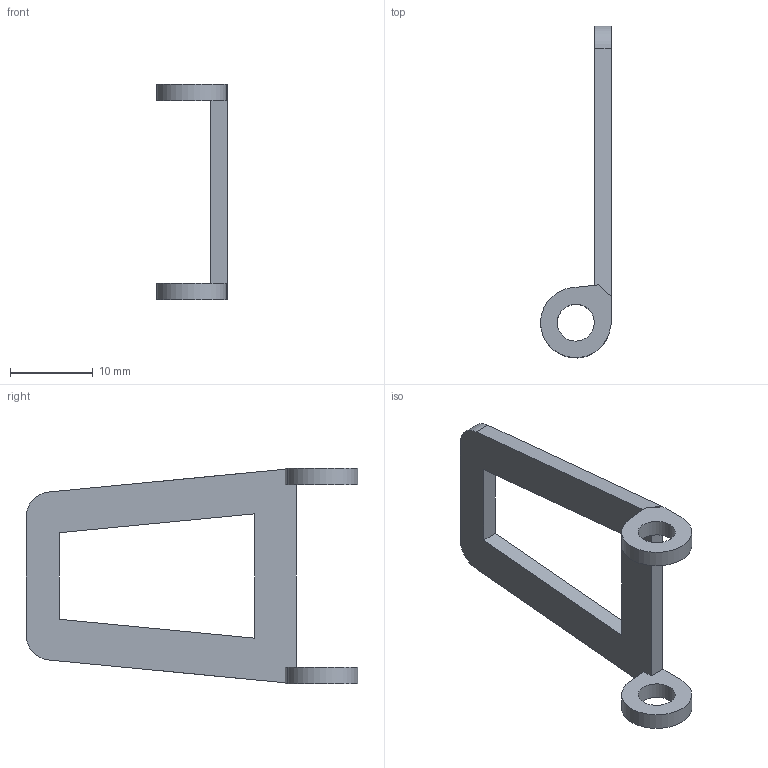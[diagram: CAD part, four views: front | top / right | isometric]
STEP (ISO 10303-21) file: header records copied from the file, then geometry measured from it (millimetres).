
FILE_DESCRIPTION(/* description */ (''),/* implementation_level */ '2;1');
FILE_NAME(/* name */ 'd08ef219-9126-4176-bf00-6dc2dc3b2800.stp',/* time_stamp */ '2015-10-06T16:49:13-05:00',/* author */ (''),/* organization */ (''),/* preprocessor_version */ 'ST-DEVELOPER v16.1',/* originating_system */ 'Autodesk Translation Framework v4.1.0.1560',/* authorisation */ '');
FILE_SCHEMA (('AUTOMOTIVE_DESIGN { 1 0 10303 214 3 1 1 }'));
Length unit declared in the file: centimetre
Products named in the file (1): head-extender-40mm
Bounding box: 8.5 x 39.99 x 26 mm (x, y, z)
Volume: 1055.1 mm3; surface area: 1563.8 mm2
Topology: 1 solids, 1 shells, 26 faces, 72 edges, 48 vertices
Faces by surface type: plane 20, cylinder 6
Full cylindrical faces by diameter (mm): 4.46 x2
Entity records: 854 total; most frequent: CARTESIAN_POINT 145, ORIENTED_EDGE 140, DIRECTION 136, EDGE_CURVE 70, LINE 58, VECTOR 58, VERTEX_POINT 48, AXIS2_PLACEMENT_3D 39
